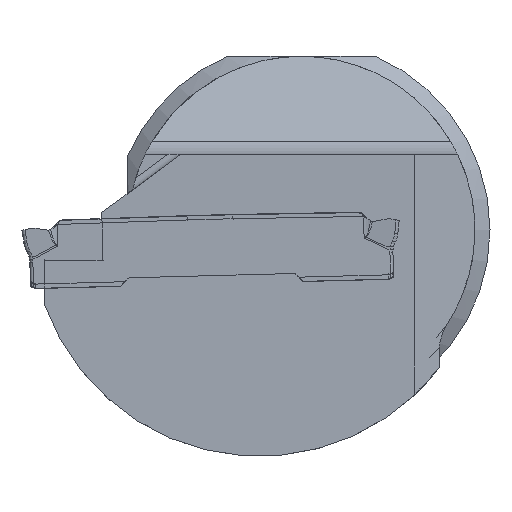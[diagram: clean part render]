
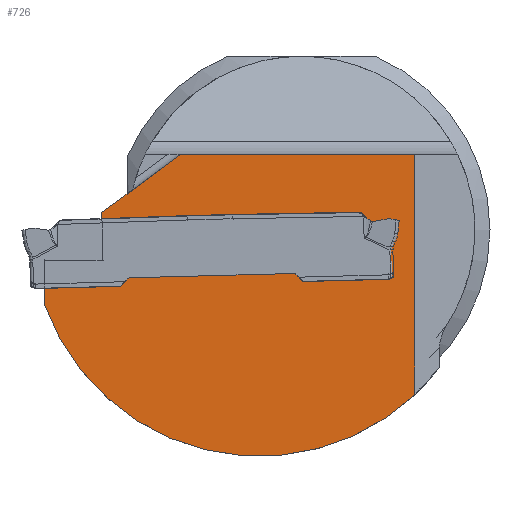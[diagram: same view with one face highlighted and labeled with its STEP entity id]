
A CAD part, front view. The second image highlights one B-rep face of the part: STEP entity #726.
In plain terms, the highlighted planar face has unit normal (0, -1, 0).
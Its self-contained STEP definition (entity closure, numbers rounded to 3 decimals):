
#347=CIRCLE('',#4068,15.093);
#726=ADVANCED_FACE('',(#1023),#976,.T.);
#976=PLANE('',#4069);
#1023=FACE_OUTER_BOUND('',#1274,.T.);
#1274=EDGE_LOOP('',(#1556,#1557,#1558,#1559,#1560,#1561,#1562));
#1556=ORIENTED_EDGE('',*,*,#3136,.T.);
#1557=ORIENTED_EDGE('',*,*,#3137,.T.);
#1558=ORIENTED_EDGE('',*,*,#3138,.T.);
#1559=ORIENTED_EDGE('',*,*,#3110,.T.);
#1560=ORIENTED_EDGE('',*,*,#3135,.T.);
#1561=ORIENTED_EDGE('',*,*,#3134,.T.);
#1562=ORIENTED_EDGE('',*,*,#3139,.T.);
#2743=VERTEX_POINT('',#5043);
#2744=VERTEX_POINT('',#5045);
#2762=VERTEX_POINT('',#5130);
#2763=VERTEX_POINT('',#5132);
#2764=VERTEX_POINT('',#5138);
#2765=VERTEX_POINT('',#5139);
#2766=VERTEX_POINT('',#5141);
#3110=EDGE_CURVE('',#2744,#2743,#3720,.T.);
#3134=EDGE_CURVE('',#2762,#2763,#3730,.T.);
#3135=EDGE_CURVE('',#2743,#2762,#3731,.T.);
#3136=EDGE_CURVE('',#2764,#2765,#3732,.T.);
#3137=EDGE_CURVE('',#2765,#2766,#3733,.T.);
#3138=EDGE_CURVE('',#2766,#2744,#3734,.T.);
#3139=EDGE_CURVE('',#2763,#2764,#347,.T.);
#3720=LINE('',#5044,#3884);
#3730=LINE('',#5133,#3894);
#3731=LINE('',#5135,#3895);
#3732=LINE('',#5137,#3896);
#3733=LINE('',#5140,#3897);
#3734=LINE('',#5142,#3898);
#3884=VECTOR('',#4328,1.);
#3894=VECTOR('',#4364,1.);
#3895=VECTOR('',#4367,1.);
#3896=VECTOR('',#4370,1.);
#3897=VECTOR('',#4371,1.);
#3898=VECTOR('',#4372,1.);
#4068=AXIS2_PLACEMENT_3D('',#5143,#4373,#4374);
#4069=AXIS2_PLACEMENT_3D('',#5144,#4375,#4376);
#4328=DIRECTION('',(0.026,0.,-1.));
#4364=DIRECTION('',(0.,0.,-1.));
#4367=DIRECTION('',(-1.,0.,0.));
#4370=DIRECTION('',(0.,0.,1.));
#4371=DIRECTION('',(-1.,0.,0.));
#4372=DIRECTION('',(-0.804,0.,-0.595));
#4373=DIRECTION('',(0.,-1.,0.));
#4374=DIRECTION('',(0.,0.,1.));
#4375=DIRECTION('',(0.,-1.,0.));
#4376=DIRECTION('',(0.,0.,-1.));
#5043=CARTESIAN_POINT('',(-25.645,-179.15,10.469));
#5044=CARTESIAN_POINT('',(-25.353,-179.15,-0.664));
#5045=CARTESIAN_POINT('',(-25.728,-179.15,13.638));
#5130=CARTESIAN_POINT('',(-29.5,-179.15,10.469));
#5132=CARTESIAN_POINT('',(-29.5,-179.15,7.5));
#5133=CARTESIAN_POINT('',(-29.5,-179.15,7.5));
#5135=CARTESIAN_POINT('',(-50.,-179.15,10.469));
#5137=CARTESIAN_POINT('',(-5.,-179.15,50.));
#5138=CARTESIAN_POINT('',(-5.,-179.15,1.554));
#5139=CARTESIAN_POINT('',(-5.,-179.15,17.5));
#5140=CARTESIAN_POINT('',(-35.3,-179.15,17.5));
#5141=CARTESIAN_POINT('',(-20.509,-179.15,17.5));
#5142=CARTESIAN_POINT('',(-15.624,-179.15,21.115));
#5143=CARTESIAN_POINT('',(-15.292,-179.15,12.593));
#5144=CARTESIAN_POINT('',(0.,-179.15,0.));
